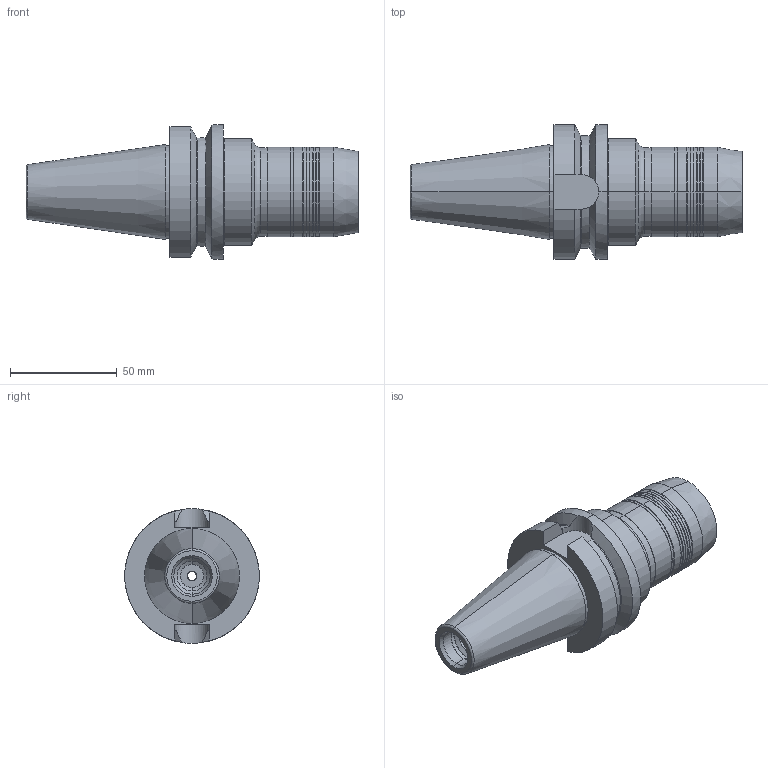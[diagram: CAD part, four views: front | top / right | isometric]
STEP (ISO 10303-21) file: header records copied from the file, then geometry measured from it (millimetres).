
FILE_DESCRIPTION (( 'STEP AP214' ), '1' );
FILE_NAME ('07.12.2018_39.05.043.008.STEP', '2018-12-07T13:24:56', ( '' ), ( '' ), 'SwSTEP 2.0', 'SolidWorks 2014', '' );
FILE_SCHEMA (( 'AUTOMOTIVE_DESIGN' ));
Length unit declared in the file: millimetre
Products named in the file (1): 07.12.2018_39.05.043.008
Bounding box: 155.4 x 63 x 63 mm (x, y, z)
Volume: 195919.8 mm3; surface area: 41672.7 mm2
Topology: 3 solids, 4 shells, 239 faces, 547 edges, 324 vertices
Faces by surface type: plane 80, cylinder 76, cone 63, torus 20
Entity records: 9636 total; most frequent: CARTESIAN_POINT 1556, DIRECTION 1183, ORIENTED_EDGE 1086, EDGE_CURVE 543, AXIS2_PLACEMENT_3D 469, VERTEX_POINT 324, EDGE_LOOP 257, LINE 245
